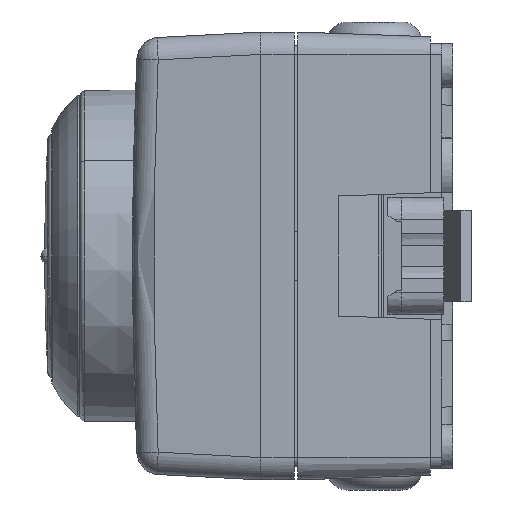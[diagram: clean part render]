
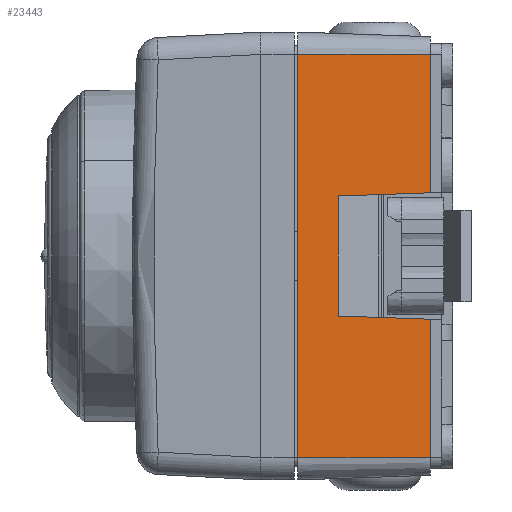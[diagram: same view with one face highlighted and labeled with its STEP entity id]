
A CAD part, left-side view. The second image highlights one B-rep face of the part: STEP entity #23443.
In plain terms, the highlighted planar face has unit normal (-0.999, -0.035, 0).
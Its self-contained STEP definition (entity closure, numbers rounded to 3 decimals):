
#2139=DIRECTION('',(-0.035,0.999,-0.035));
#2140=VECTOR('',#2139,8.23);
#2141=CARTESIAN_POINT('',(-53.886,-14.5,5.647));
#2142=LINE('',#2141,#2140);
#2146=DIRECTION('',(0.,0.,-1.));
#2147=VECTOR('',#2146,10.719);
#2148=CARTESIAN_POINT('',(-54.173,-6.28,
5.36));
#2149=LINE('',#2148,#2147);
#2153=DIRECTION('',(0.035,-0.999,-0.035));
#2154=VECTOR('',#2153,8.23);
#2155=CARTESIAN_POINT('',(-54.173,-6.28,
-5.36));
#2156=LINE('',#2155,#2154);
#2160=DIRECTION('',(0.,0.,-1.));
#2161=VECTOR('',#2160,12.353);
#2162=CARTESIAN_POINT('',(-53.886,-14.5,-5.647));
#2163=LINE('',#2162,#2161);
#2167=DIRECTION('',(0.,0.,-1.));
#2168=VECTOR('',#2167,12.353);
#2169=CARTESIAN_POINT('',(-53.886,-14.5,18.));
#2170=LINE('',#2169,#2168);
#2223=DIRECTION('',(0.035,-0.999,0.));
#2224=VECTOR('',#2223,11.857);
#2225=CARTESIAN_POINT('',(-54.3,-2.65,-18.));
#2226=LINE('',#2225,#2224);
#2592=DIRECTION('',(0.,0.,-1.));
#2593=VECTOR('',#2592,36.);
#2594=CARTESIAN_POINT('',(-54.3,-2.65,18.));
#2595=LINE('',#2594,#2593);
#6579=DIRECTION('',(-0.035,0.999,0.));
#6580=VECTOR('',#6579,11.857);
#6581=CARTESIAN_POINT('',(-53.886,-14.5,18.));
#6582=LINE('',#6581,#6580);
#19017=CARTESIAN_POINT('',(-54.3,-2.65,18.));
#19018=VERTEX_POINT('',#19017);
#19019=CARTESIAN_POINT('',(-54.3,-2.65,-18.));
#19020=VERTEX_POINT('',#19019);
#19942=CARTESIAN_POINT('',(-53.886,-14.5,5.647));
#19944=VERTEX_POINT('',#19942);
#19945=CARTESIAN_POINT('',(-53.886,-14.5,18.));
#19946=VERTEX_POINT('',#19945);
#19953=CARTESIAN_POINT('',(-53.886,-14.5,-18.));
#19954=VERTEX_POINT('',#19953);
#19955=CARTESIAN_POINT('',(-53.886,-14.5,-5.647));
#19956=VERTEX_POINT('',#19955);
#19992=CARTESIAN_POINT('',(-54.173,-6.28,
5.36));
#19993=VERTEX_POINT('',#19992);
#20603=CARTESIAN_POINT('',(-54.173,-6.28,
-5.36));
#20604=VERTEX_POINT('',#20603);
#23424=CARTESIAN_POINT('',(-54.3,-2.65,-18.));
#23425=DIRECTION('',(-0.999,-0.035,0.));
#23426=DIRECTION('',(0.,0.,1.));
#23427=AXIS2_PLACEMENT_3D('',#23424,#23425,#23426);
#23428=PLANE('',#23427);
#23429=ORIENTED_EDGE('',*,*,#22451,.T.);
#23431=ORIENTED_EDGE('',*,*,#23430,.T.);
#23432=ORIENTED_EDGE('',*,*,#23283,.T.);
#23433=ORIENTED_EDGE('',*,*,#23409,.T.);
#23435=ORIENTED_EDGE('',*,*,#23434,.F.);
#23437=ORIENTED_EDGE('',*,*,#23436,.F.);
#23439=ORIENTED_EDGE('',*,*,#23438,.F.);
#23440=ORIENTED_EDGE('',*,*,#23393,.T.);
#23441=EDGE_LOOP('',(#23429,#23431,#23432,#23433,#23435,#23437,#23439,#23440));
#23442=FACE_OUTER_BOUND('',#23441,.F.);
#23443=ADVANCED_FACE('',(#23442),#23428,.T.);
#22451=EDGE_CURVE('',#19944,#19993,#2142,.T.);
#23283=EDGE_CURVE('',#20604,#19956,#2156,.T.);
#23393=EDGE_CURVE('',#19946,#19944,#2170,.T.);
#23409=EDGE_CURVE('',#19956,#19954,#2163,.T.);
#23430=EDGE_CURVE('',#19993,#20604,#2149,.T.);
#23434=EDGE_CURVE('',#19020,#19954,#2226,.T.);
#23436=EDGE_CURVE('',#19018,#19020,#2595,.T.);
#23438=EDGE_CURVE('',#19946,#19018,#6582,.T.);
